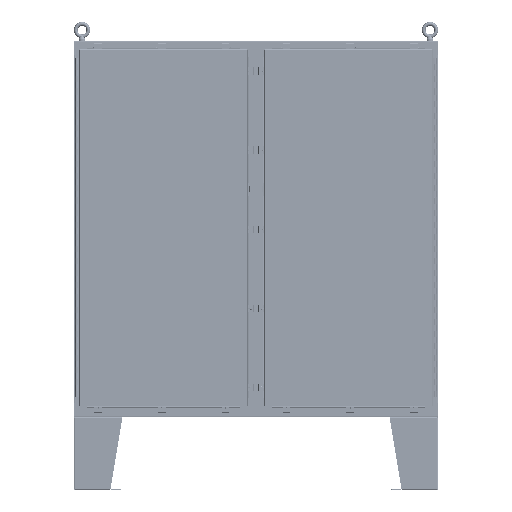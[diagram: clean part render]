
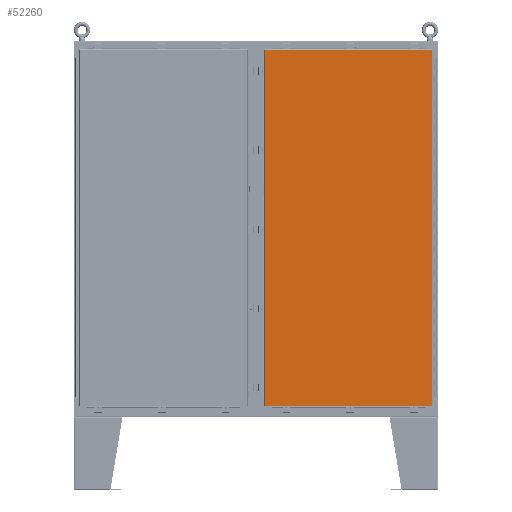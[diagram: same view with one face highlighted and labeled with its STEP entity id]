
A CAD part, top view. The second image highlights one B-rep face of the part: STEP entity #52260.
In plain terms, the highlighted planar face has unit normal (0, 0, 1).
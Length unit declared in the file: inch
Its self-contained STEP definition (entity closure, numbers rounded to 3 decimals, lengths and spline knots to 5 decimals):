
#1370 = DIRECTION ( 'NONE',  ( -1., 0., 0. ) ) ;
#1443 = CARTESIAN_POINT ( 'NONE',  ( 20.74963, 58.875, 0.09375 ) ) ;
#1536 = CARTESIAN_POINT ( 'NONE',  ( 27.6245, 58.875, 0.09375 ) ) ;
#4388 = ORIENTED_EDGE ( 'NONE', *, *, #33751, .T. ) ;
#4489 = CARTESIAN_POINT ( 'NONE',  ( 6.99987, 0.125, 0.09375 ) ) ;
#6196 = VERTEX_POINT ( 'NONE', #1536 ) ;
#9260 = DIRECTION ( 'NONE',  ( 1., 0., 0. ) ) ;
#10472 = CARTESIAN_POINT ( 'NONE',  ( 0.125, 58.875, 0.09375 ) ) ;
#11503 = EDGE_CURVE ( 'NONE', #6196, #54791, #25637, .T. ) ;
#13067 = VECTOR ( 'NONE', #33029, 39.37008 ) ;
#13476 = LINE ( 'NONE', #4489, #36868 ) ;
#13944 = CARTESIAN_POINT ( 'NONE',  ( 13.87475, 29.5, 0.09375 ) ) ;
#15044 = ORIENTED_EDGE ( 'NONE', *, *, #57667, .T. ) ;
#18599 = DIRECTION ( 'NONE',  ( 1., 0., 0. ) ) ;
#20063 = DIRECTION ( 'NONE',  ( 0., 1., 0. ) ) ;
#23690 = ORIENTED_EDGE ( 'NONE', *, *, #42442, .T. ) ;
#25637 = LINE ( 'NONE', #1443, #50508 ) ;
#26007 = EDGE_LOOP ( 'NONE', ( #4388, #15044, #23690, #58228 ) ) ;
#28562 = CARTESIAN_POINT ( 'NONE',  ( 0.125, 44.1875, 0.09375 ) ) ;
#29596 = FACE_OUTER_BOUND ( 'NONE', #26007, .T. ) ;
#33029 = DIRECTION ( 'NONE',  ( 0., -1., 0. ) ) ;
#33751 = EDGE_CURVE ( 'NONE', #54791, #43061, #48840, .T. ) ;
#36868 = VECTOR ( 'NONE', #9260, 39.37008 ) ;
#37029 = PLANE ( 'NONE',  #52789 ) ;
#38226 = CARTESIAN_POINT ( 'NONE',  ( 0.125, 0.125, 0.09375 ) ) ;
#38321 = CARTESIAN_POINT ( 'NONE',  ( 27.6245, 0.125, 0.09375 ) ) ;
#38729 = CARTESIAN_POINT ( 'NONE',  ( 27.6245, 14.8125, 0.09375 ) ) ;
#42442 = EDGE_CURVE ( 'NONE', #58961, #6196, #48163, .T. ) ;
#43061 = VERTEX_POINT ( 'NONE', #38226 ) ;
#46591 = DIRECTION ( 'NONE',  ( 0., 0., 1. ) ) ;
#48163 = LINE ( 'NONE', #38729, #59043 ) ;
#48840 = LINE ( 'NONE', #28562, #13067 ) ;
#50508 = VECTOR ( 'NONE', #1370, 39.37008 ) ;
#52260 = ADVANCED_FACE ( 'NONE', ( #29596 ), #37029, .T. ) ;
#52789 = AXIS2_PLACEMENT_3D ( 'NONE', #13944, #46591, #18599 ) ;
#54791 = VERTEX_POINT ( 'NONE', #10472 ) ;
#57667 = EDGE_CURVE ( 'NONE', #43061, #58961, #13476, .T. ) ;
#58228 = ORIENTED_EDGE ( 'NONE', *, *, #11503, .T. ) ;
#58961 = VERTEX_POINT ( 'NONE', #38321 ) ;
#59043 = VECTOR ( 'NONE', #20063, 39.37008 ) ;
